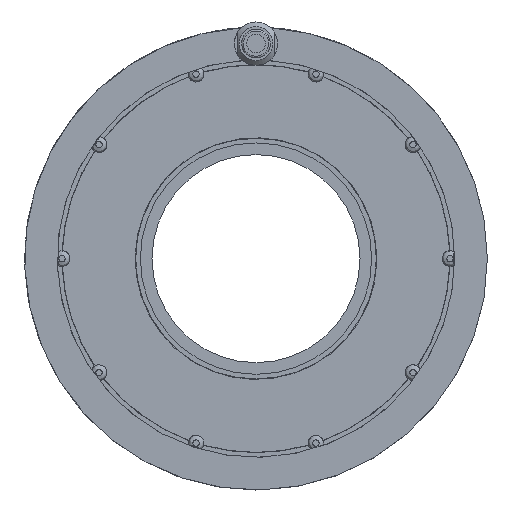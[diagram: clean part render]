
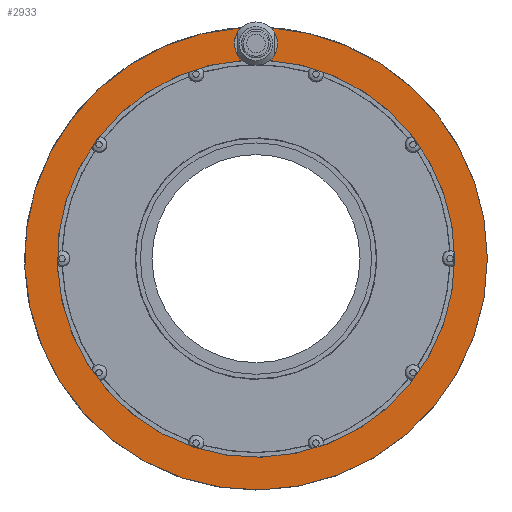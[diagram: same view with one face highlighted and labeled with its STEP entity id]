
A CAD part, front view. The second image highlights one B-rep face of the part: STEP entity #2933.
In plain terms, the highlighted planar face has unit normal (0, -1, 0).
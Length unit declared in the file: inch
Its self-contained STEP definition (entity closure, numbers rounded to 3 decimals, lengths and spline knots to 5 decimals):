
#237=PLANE('',#3285);
#519=CIRCLE('',#3259,0.0925);
#520=CIRCLE('',#3260,0.0925);
#521=CIRCLE('',#3261,0.0925);
#531=CIRCLE('',#3286,0.85);
#532=CIRCLE('',#3287,0.85);
#533=CIRCLE('',#3288,0.99);
#534=CIRCLE('',#3289,0.99);
#771=FACE_OUTER_BOUND('',#1040,.T.);
#1040=EDGE_LOOP('',(#2154,#2155,#2156,#2157,#2158,#2159,#2160));
#1305=VERTEX_POINT('',#4840);
#1306=VERTEX_POINT('',#4841);
#1307=VERTEX_POINT('',#4845);
#1308=VERTEX_POINT('',#4846);
#1329=VERTEX_POINT('',#4946);
#1343=VERTEX_POINT('',#5007);
#1344=VERTEX_POINT('',#5010);
#1613=EDGE_CURVE('',#1306,#1329,#519,.T.);
#1614=EDGE_CURVE('',#1307,#1305,#520,.T.);
#1615=EDGE_CURVE('',#1329,#1308,#521,.T.);
#1645=EDGE_CURVE('',#1343,#1305,#531,.T.);
#1646=EDGE_CURVE('',#1306,#1343,#532,.T.);
#1647=EDGE_CURVE('',#1308,#1344,#533,.T.);
#1648=EDGE_CURVE('',#1344,#1307,#534,.T.);
#2154=ORIENTED_EDGE('',*,*,#1614,.T.);
#2155=ORIENTED_EDGE('',*,*,#1645,.F.);
#2156=ORIENTED_EDGE('',*,*,#1646,.F.);
#2157=ORIENTED_EDGE('',*,*,#1613,.T.);
#2158=ORIENTED_EDGE('',*,*,#1615,.T.);
#2159=ORIENTED_EDGE('',*,*,#1647,.T.);
#2160=ORIENTED_EDGE('',*,*,#1648,.T.);
#2933=ADVANCED_FACE('',(#771),#237,.T.);
#3259=AXIS2_PLACEMENT_3D('',#4947,#3951,#3952);
#3260=AXIS2_PLACEMENT_3D('',#4948,#3953,#3954);
#3261=AXIS2_PLACEMENT_3D('',#4949,#3955,#3956);
#3285=AXIS2_PLACEMENT_3D('',#5006,#4023,#4024);
#3286=AXIS2_PLACEMENT_3D('',#5008,#4025,#4026);
#3287=AXIS2_PLACEMENT_3D('',#5009,#4027,#4028);
#3288=AXIS2_PLACEMENT_3D('',#5011,#4029,#4030);
#3289=AXIS2_PLACEMENT_3D('',#5012,#4031,#4032);
#3951=DIRECTION('center_axis',(0.,1.,0.));
#3952=DIRECTION('ref_axis',(1.,0.,0.));
#3953=DIRECTION('center_axis',(0.,1.,0.));
#3954=DIRECTION('ref_axis',(1.,0.,0.));
#3955=DIRECTION('center_axis',(0.,1.,0.));
#3956=DIRECTION('ref_axis',(1.,0.,0.));
#4023=DIRECTION('center_axis',(0.,-1.,0.));
#4024=DIRECTION('ref_axis',(0.,0.,-1.));
#4025=DIRECTION('center_axis',(0.,-1.,0.));
#4026=DIRECTION('ref_axis',(1.,0.,0.));
#4027=DIRECTION('center_axis',(0.,-1.,0.));
#4028=DIRECTION('ref_axis',(1.,0.,0.));
#4029=DIRECTION('center_axis',(0.,-1.,0.));
#4030=DIRECTION('ref_axis',(1.,0.,0.));
#4031=DIRECTION('center_axis',(0.,-1.,0.));
#4032=DIRECTION('ref_axis',(1.,0.,0.));
#4840=CARTESIAN_POINT('',(0.05809,-0.13003,0.84801));
#4841=CARTESIAN_POINT('',(-0.05809,-0.13003,0.84801));
#4845=CARTESIAN_POINT('',(0.06269,-0.13003,0.98801));
#4846=CARTESIAN_POINT('',(-0.06269,-0.13003,0.98801));
#4946=CARTESIAN_POINT('',(-0.0925,-0.13003,0.91998));
#4947=CARTESIAN_POINT('Origin',(0.,-0.13003,
0.92));
#4948=CARTESIAN_POINT('Origin',(0.,-0.13003,
0.92));
#4949=CARTESIAN_POINT('Origin',(0.,-0.13003,
0.92));
#5006=CARTESIAN_POINT('Origin',(0.92,-0.13003,0.));
#5007=CARTESIAN_POINT('',(0.85,-0.13003,0.));
#5008=CARTESIAN_POINT('Origin',(0.,-0.13003,0.));
#5009=CARTESIAN_POINT('Origin',(0.,-0.13003,0.));
#5010=CARTESIAN_POINT('',(0.99,-0.13003,0.));
#5011=CARTESIAN_POINT('Origin',(0.,-0.13003,0.));
#5012=CARTESIAN_POINT('Origin',(0.,-0.13003,0.));
